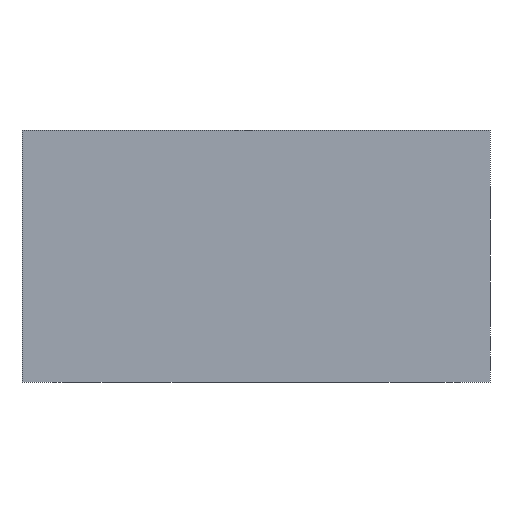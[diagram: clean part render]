
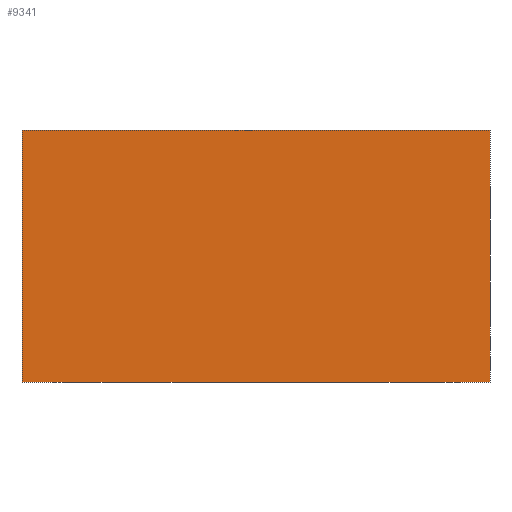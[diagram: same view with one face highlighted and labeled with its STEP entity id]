
A CAD part, left-side view. The second image highlights one B-rep face of the part: STEP entity #9341.
In plain terms, the highlighted planar face has unit normal (-1, 0, 0).
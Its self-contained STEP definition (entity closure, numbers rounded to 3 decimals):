
#1165=FACE_OUTER_BOUND('',#1689,.T.);
#1689=EDGE_LOOP('',(#8149,#8150,#8151,#8152));
#2060=LINE('',#14152,#2940);
#2516=LINE('',#15468,#3396);
#2599=LINE('',#16005,#3479);
#2600=LINE('',#16006,#3480);
#2940=VECTOR('',#10406,10.);
#3396=VECTOR('',#11204,10.);
#3479=VECTOR('',#11801,10.);
#3480=VECTOR('',#11802,10.);
#3835=VERTEX_POINT('',#14145);
#3838=VERTEX_POINT('',#14150);
#4174=VERTEX_POINT('',#15465);
#4175=VERTEX_POINT('',#15467);
#4904=EDGE_CURVE('',#3835,#3838,#2060,.T.);
#5406=EDGE_CURVE('',#4174,#4175,#2516,.T.);
#5655=EDGE_CURVE('',#4174,#3835,#2599,.T.);
#5656=EDGE_CURVE('',#4175,#3838,#2600,.T.);
#8149=ORIENTED_EDGE('',*,*,#5655,.T.);
#8150=ORIENTED_EDGE('',*,*,#4904,.T.);
#8151=ORIENTED_EDGE('',*,*,#5656,.F.);
#8152=ORIENTED_EDGE('',*,*,#5406,.F.);
#8501=PLANE('',#9879);
#9341=ADVANCED_FACE('',(#1165),#8501,.T.);
#9879=AXIS2_PLACEMENT_3D('',#16004,#11799,#11800);
#10406=DIRECTION('',(0.,0.,1.));
#11204=DIRECTION('',(0.,0.,1.));
#11799=DIRECTION('center_axis',(-1.,0.,0.));
#11800=DIRECTION('ref_axis',(0.,-1.,0.));
#11801=DIRECTION('',(0.,-1.,0.));
#11802=DIRECTION('',(0.,-1.,0.));
#14145=CARTESIAN_POINT('',(0.,0.,0.));
#14150=CARTESIAN_POINT('',(0.,0.,88.9));
#14152=CARTESIAN_POINT('',(0.,0.,0.));
#15465=CARTESIAN_POINT('',(0.,165.1,0.));
#15467=CARTESIAN_POINT('',(0.,165.1,88.9));
#15468=CARTESIAN_POINT('',(0.,165.1,0.));
#16004=CARTESIAN_POINT('Origin',(0.,165.1,0.));
#16005=CARTESIAN_POINT('',(0.,165.1,0.));
#16006=CARTESIAN_POINT('',(0.,165.1,88.9));
